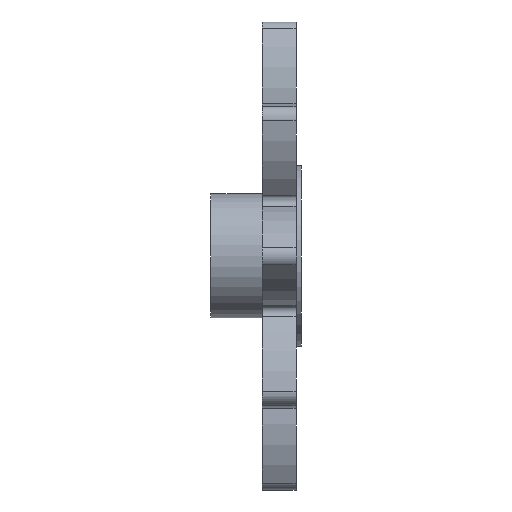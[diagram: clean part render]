
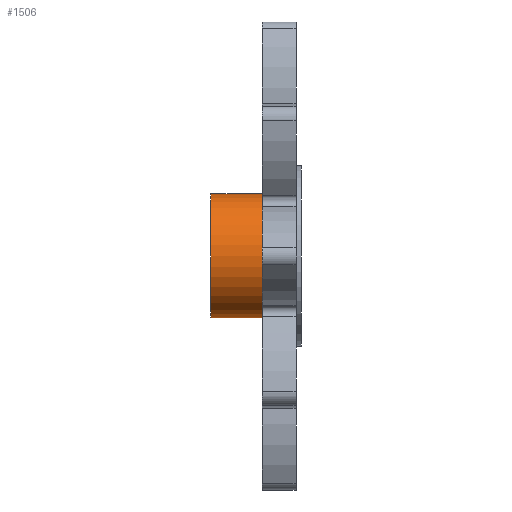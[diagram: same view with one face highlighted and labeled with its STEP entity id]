
A CAD part, front view. The second image highlights one B-rep face of the part: STEP entity #1506.
In plain terms, the highlighted cylindrical face has radius 2.4 mm (diameter 4.8 mm), a partial arc.
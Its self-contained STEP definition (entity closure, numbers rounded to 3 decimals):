
#16 = DIRECTION ( 'NONE',  ( 1., 0., 0. ) ) ;
#57 = CARTESIAN_POINT ( 'NONE',  ( -1.3, 0., 0. ) ) ;
#73 = ORIENTED_EDGE ( 'NONE', *, *, #347, .F. ) ;
#140 = ORIENTED_EDGE ( 'NONE', *, *, #174, .T. ) ;
#159 = CARTESIAN_POINT ( 'NONE',  ( -1.3, 0., 2.4 ) ) ;
#174 = EDGE_CURVE ( 'NONE', #1735, #671, #1826, .T. ) ;
#204 = ORIENTED_EDGE ( 'NONE', *, *, #271, .F. ) ;
#271 = EDGE_CURVE ( 'NONE', #1613, #1355, #1239, .T. ) ;
#347 = EDGE_CURVE ( 'NONE', #1735, #1613, #821, .T. ) ;
#368 = DIRECTION ( 'NONE',  ( -1., 0., 0. ) ) ;
#391 = DIRECTION ( 'NONE',  ( 1., 0., 0. ) ) ;
#516 = ORIENTED_EDGE ( 'NONE', *, *, #801, .T. ) ;
#579 = CARTESIAN_POINT ( 'NONE',  ( -3.3, 0., -2.4 ) ) ;
#599 = VECTOR ( 'NONE', #16, 1000. ) ;
#666 = DIRECTION ( 'NONE',  ( -1., 0., 0. ) ) ;
#668 = CARTESIAN_POINT ( 'NONE',  ( -3.3, 0., 0. ) ) ;
#671 = VERTEX_POINT ( 'NONE', #1066 ) ;
#788 = CARTESIAN_POINT ( 'NONE',  ( -3.3, 0., 0. ) ) ;
#801 = EDGE_CURVE ( 'NONE', #671, #1355, #1014, .T. ) ;
#821 = CIRCLE ( 'NONE', #1172, 2.4 ) ;
#947 = AXIS2_PLACEMENT_3D ( 'NONE', #57, #666, #1851 ) ;
#949 = VECTOR ( 'NONE', #1845, 1000. ) ;
#1014 = CIRCLE ( 'NONE', #947, 2.4 ) ;
#1066 = CARTESIAN_POINT ( 'NONE',  ( -1.3, 0., -2.4 ) ) ;
#1172 = AXIS2_PLACEMENT_3D ( 'NONE', #668, #368, #1275 ) ;
#1239 = LINE ( 'NONE', #1871, #949 ) ;
#1270 = CYLINDRICAL_SURFACE ( 'NONE', #1638, 2.4 ) ;
#1275 = DIRECTION ( 'NONE',  ( 0., 0., 1. ) ) ;
#1355 = VERTEX_POINT ( 'NONE', #159 ) ;
#1506 = ADVANCED_FACE ( 'NONE', ( #1704 ), #1270, .T. ) ;
#1571 = EDGE_LOOP ( 'NONE', ( #204, #73, #140, #516 ) ) ;
#1582 = CARTESIAN_POINT ( 'NONE',  ( -3.3, 0., 2.4 ) ) ;
#1613 = VERTEX_POINT ( 'NONE', #1582 ) ;
#1638 = AXIS2_PLACEMENT_3D ( 'NONE', #788, #391, #1846 ) ;
#1704 = FACE_OUTER_BOUND ( 'NONE', #1571, .T. ) ;
#1735 = VERTEX_POINT ( 'NONE', #579 ) ;
#1826 = LINE ( 'NONE', #1942, #599 ) ;
#1845 = DIRECTION ( 'NONE',  ( 1., 0., 0. ) ) ;
#1846 = DIRECTION ( 'NONE',  ( 0., 0., -1. ) ) ;
#1851 = DIRECTION ( 'NONE',  ( 0., 0., -1. ) ) ;
#1871 = CARTESIAN_POINT ( 'NONE',  ( -3.3, 0., 2.4 ) ) ;
#1942 = CARTESIAN_POINT ( 'NONE',  ( -3.3, 0., -2.4 ) ) ;
